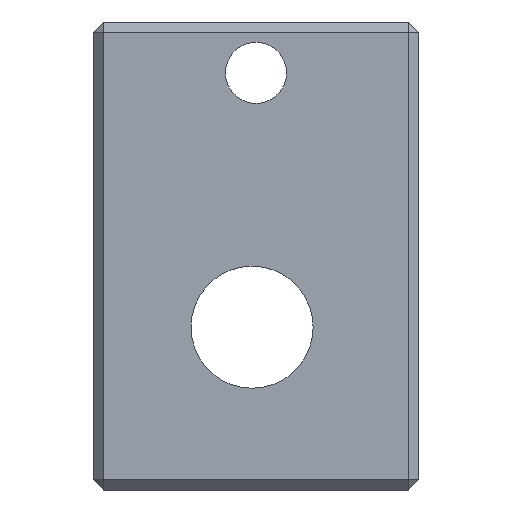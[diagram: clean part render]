
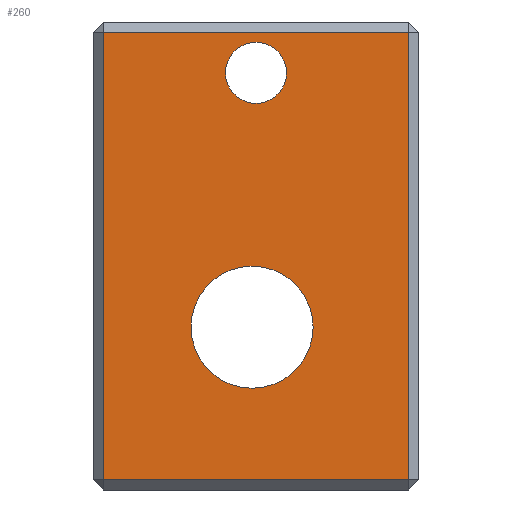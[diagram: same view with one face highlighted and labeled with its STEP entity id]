
A CAD part, left-side view. The second image highlights one B-rep face of the part: STEP entity #260.
In plain terms, the highlighted planar face has unit normal (-1, 0, 0).
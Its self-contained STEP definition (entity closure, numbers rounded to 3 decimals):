
#3 = EDGE_CURVE ( 'NONE', #648, #863, #886, .T. ) ;
#11 = CARTESIAN_POINT ( 'NONE',  ( 0., 0.192, -0.5 ) ) ;
#24 = CARTESIAN_POINT ( 'NONE',  ( 0., 7.5, 11. ) ) ;
#56 = CARTESIAN_POINT ( 'NONE',  ( 0., 0., -11. ) ) ;
#68 = VERTEX_POINT ( 'NONE', #1244 ) ;
#76 = CARTESIAN_POINT ( 'NONE',  ( 0., 0., 9. ) ) ;
#82 = CARTESIAN_POINT ( 'NONE',  ( 0., 0.192, -3.5 ) ) ;
#152 = CARTESIAN_POINT ( 'NONE',  ( 0., 0., 9. ) ) ;
#221 = EDGE_LOOP ( 'NONE', ( #1121, #1156, #1036, #990 ) ) ;
#237 = EDGE_CURVE ( 'NONE', #68, #478, #1284, .T. ) ;
#260 = ADVANCED_FACE ( 'NONE', ( #614, #289, #742 ), #1389, .F. ) ;
#281 = ORIENTED_EDGE ( 'NONE', *, *, #995, .F. ) ;
#282 = VERTEX_POINT ( 'NONE', #704 ) ;
#283 = DIRECTION ( 'NONE',  ( 1., 0., 0. ) ) ;
#289 = FACE_BOUND ( 'NONE', #449, .T. ) ;
#324 = CARTESIAN_POINT ( 'NONE',  ( 0., 7.5, 0. ) ) ;
#328 = DIRECTION ( 'NONE',  ( -1., 0., 0. ) ) ;
#385 = DIRECTION ( 'NONE',  ( 0., 0., 1. ) ) ;
#390 = CARTESIAN_POINT ( 'NONE',  ( 0., -7.5, 0. ) ) ;
#424 = DIRECTION ( 'NONE',  ( 0., 0., 1. ) ) ;
#437 = CIRCLE ( 'NONE', #1301, 1.5 ) ;
#439 = CARTESIAN_POINT ( 'NONE',  ( 0., 7.5, -11. ) ) ;
#449 = EDGE_LOOP ( 'NONE', ( #281, #569 ) ) ;
#452 = DIRECTION ( 'NONE',  ( 0., 0., 1. ) ) ;
#462 = AXIS2_PLACEMENT_3D ( 'NONE', #499, #1061, #385 ) ;
#476 = DIRECTION ( 'NONE',  ( -1., 0., 0. ) ) ;
#478 = VERTEX_POINT ( 'NONE', #1216 ) ;
#486 = VERTEX_POINT ( 'NONE', #874 ) ;
#487 = EDGE_CURVE ( 'NONE', #478, #648, #1428, .T. ) ;
#499 = CARTESIAN_POINT ( 'NONE',  ( 0., 0.192, -3.5 ) ) ;
#516 = CARTESIAN_POINT ( 'NONE',  ( 0., 0., 0. ) ) ;
#550 = ORIENTED_EDGE ( 'NONE', *, *, #699, .F. ) ;
#569 = ORIENTED_EDGE ( 'NONE', *, *, #921, .F. ) ;
#614 = FACE_OUTER_BOUND ( 'NONE', #221, .T. ) ;
#618 = DIRECTION ( 'NONE',  ( 0., -1., 0. ) ) ;
#632 = AXIS2_PLACEMENT_3D ( 'NONE', #82, #328, #640 ) ;
#640 = DIRECTION ( 'NONE',  ( 0., 0., 1. ) ) ;
#648 = VERTEX_POINT ( 'NONE', #24 ) ;
#654 = AXIS2_PLACEMENT_3D ( 'NONE', #516, #283, #736 ) ;
#699 = EDGE_CURVE ( 'NONE', #486, #989, #933, .T. ) ;
#704 = CARTESIAN_POINT ( 'NONE',  ( 0., 0., 10.5 ) ) ;
#709 = EDGE_CURVE ( 'NONE', #863, #68, #724, .T. ) ;
#724 = LINE ( 'NONE', #56, #1275 ) ;
#736 = DIRECTION ( 'NONE',  ( 0., 0., -1. ) ) ;
#742 = FACE_BOUND ( 'NONE', #1041, .T. ) ;
#820 = AXIS2_PLACEMENT_3D ( 'NONE', #152, #476, #452 ) ;
#852 = ORIENTED_EDGE ( 'NONE', *, *, #1251, .F. ) ;
#863 = VERTEX_POINT ( 'NONE', #439 ) ;
#864 = CIRCLE ( 'NONE', #820, 1.5 ) ;
#874 = CARTESIAN_POINT ( 'NONE',  ( 0., 0.192, -6.5 ) ) ;
#886 = LINE ( 'NONE', #324, #1238 ) ;
#892 = CIRCLE ( 'NONE', #632, 3. ) ;
#921 = EDGE_CURVE ( 'NONE', #1239, #282, #437, .T. ) ;
#933 = CIRCLE ( 'NONE', #462, 3. ) ;
#977 = DIRECTION ( 'NONE',  ( -1., 0., 0. ) ) ;
#979 = VECTOR ( 'NONE', #1205, 1000. ) ;
#981 = DIRECTION ( 'NONE',  ( 0., 0., -1. ) ) ;
#989 = VERTEX_POINT ( 'NONE', #11 ) ;
#990 = ORIENTED_EDGE ( 'NONE', *, *, #487, .T. ) ;
#991 = CARTESIAN_POINT ( 'NONE',  ( 0., 0., 11. ) ) ;
#995 = EDGE_CURVE ( 'NONE', #282, #1239, #864, .T. ) ;
#1036 = ORIENTED_EDGE ( 'NONE', *, *, #237, .T. ) ;
#1041 = EDGE_LOOP ( 'NONE', ( #852, #550 ) ) ;
#1061 = DIRECTION ( 'NONE',  ( -1., 0., 0. ) ) ;
#1121 = ORIENTED_EDGE ( 'NONE', *, *, #3, .T. ) ;
#1146 = VECTOR ( 'NONE', #1273, 1000. ) ;
#1156 = ORIENTED_EDGE ( 'NONE', *, *, #709, .T. ) ;
#1205 = DIRECTION ( 'NONE',  ( 0., 1., 0. ) ) ;
#1216 = CARTESIAN_POINT ( 'NONE',  ( 0., -7.5, 11. ) ) ;
#1238 = VECTOR ( 'NONE', #981, 1000. ) ;
#1239 = VERTEX_POINT ( 'NONE', #1265 ) ;
#1244 = CARTESIAN_POINT ( 'NONE',  ( 0., -7.5, -11. ) ) ;
#1251 = EDGE_CURVE ( 'NONE', #989, #486, #892, .T. ) ;
#1265 = CARTESIAN_POINT ( 'NONE',  ( 0., 0., 7.5 ) ) ;
#1273 = DIRECTION ( 'NONE',  ( 0., 0., 1. ) ) ;
#1275 = VECTOR ( 'NONE', #618, 1000. ) ;
#1284 = LINE ( 'NONE', #390, #1146 ) ;
#1301 = AXIS2_PLACEMENT_3D ( 'NONE', #76, #977, #424 ) ;
#1389 = PLANE ( 'NONE',  #654 ) ;
#1428 = LINE ( 'NONE', #991, #979 ) ;
